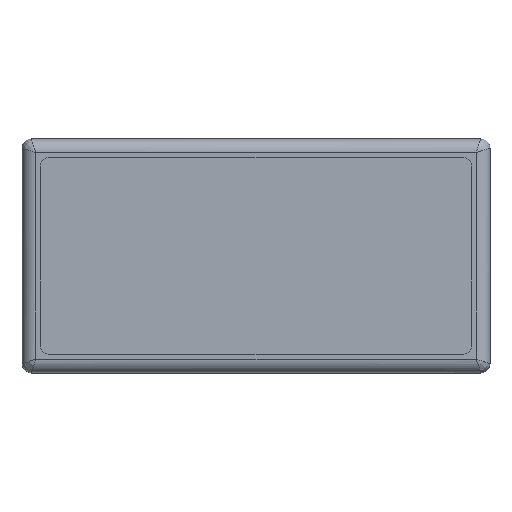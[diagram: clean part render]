
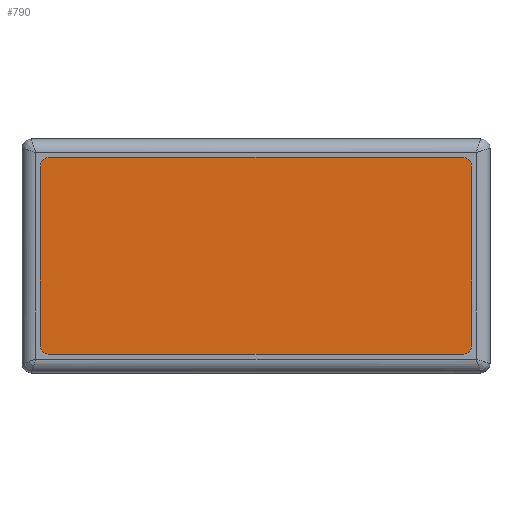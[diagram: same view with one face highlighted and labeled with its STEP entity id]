
A CAD part, top view. The second image highlights one B-rep face of the part: STEP entity #790.
In plain terms, the highlighted planar face has unit normal (0, 0, 1).
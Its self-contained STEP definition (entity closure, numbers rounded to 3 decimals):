
#524=CARTESIAN_POINT('',(-22.4,-10.7,10.7));
#525=VERTEX_POINT('',#524);
#526=CARTESIAN_POINT('',(-23.4,-9.7,10.7));
#527=VERTEX_POINT('',#526);
#528=CARTESIAN_POINT('',(-22.4,-9.7,10.7));
#529=DIRECTION('',(0.0,0.0,-1.));
#530=DIRECTION('',(-0.707,-0.707,0.0));
#531=AXIS2_PLACEMENT_3D('',#528,#529,#530);
#532=CIRCLE('',#531,1.);
#533=EDGE_CURVE('',#525,#527,#532,.T.);
#566=CARTESIAN_POINT('',(-23.4,9.7,10.7));
#567=VERTEX_POINT('',#566);
#568=CARTESIAN_POINT('',(-23.4,-9.7,10.7));
#569=DIRECTION('',(0.0,1.0,0.0));
#570=VECTOR('',#569,19.4);
#571=LINE('',#568,#570);
#572=EDGE_CURVE('',#527,#567,#571,.T.);
#597=CARTESIAN_POINT('',(-22.4,10.7,10.7));
#598=VERTEX_POINT('',#597);
#599=CARTESIAN_POINT('',(-22.4,9.7,10.7));
#600=DIRECTION('',(0.0,0.0,-1.));
#601=DIRECTION('',(-0.707,0.707,0.0));
#602=AXIS2_PLACEMENT_3D('',#599,#600,#601);
#603=CIRCLE('',#602,1.);
#604=EDGE_CURVE('',#567,#598,#603,.T.);
#630=CARTESIAN_POINT('',(22.4,10.7,10.7));
#631=VERTEX_POINT('',#630);
#632=CARTESIAN_POINT('',(-22.4,10.7,10.7));
#633=DIRECTION('',(1.0,0.0,0.0));
#634=VECTOR('',#633,44.8);
#635=LINE('',#632,#634);
#636=EDGE_CURVE('',#598,#631,#635,.T.);
#661=CARTESIAN_POINT('',(23.4,9.7,10.7));
#662=VERTEX_POINT('',#661);
#663=CARTESIAN_POINT('',(22.4,9.7,10.7));
#664=DIRECTION('',(0.0,0.0,-1.));
#665=DIRECTION('',(0.707,0.707,0.0));
#666=AXIS2_PLACEMENT_3D('',#663,#664,#665);
#667=CIRCLE('',#666,1.);
#668=EDGE_CURVE('',#631,#662,#667,.T.);
#694=CARTESIAN_POINT('',(23.4,-9.7,10.7));
#695=VERTEX_POINT('',#694);
#696=CARTESIAN_POINT('',(23.4,9.7,10.7));
#697=DIRECTION('',(0.0,-1.0,0.0));
#698=VECTOR('',#697,19.4);
#699=LINE('',#696,#698);
#700=EDGE_CURVE('',#662,#695,#699,.T.);
#725=CARTESIAN_POINT('',(22.4,-10.7,10.7));
#726=VERTEX_POINT('',#725);
#727=CARTESIAN_POINT('',(22.4,-9.7,10.7));
#728=DIRECTION('',(0.0,0.0,-1.));
#729=DIRECTION('',(0.707,-0.707,0.0));
#730=AXIS2_PLACEMENT_3D('',#727,#728,#729);
#731=CIRCLE('',#730,1.);
#732=EDGE_CURVE('',#695,#726,#731,.T.);
#758=CARTESIAN_POINT('',(22.4,-10.7,10.7));
#759=DIRECTION('',(-1.0,0.0,0.0));
#760=VECTOR('',#759,44.8);
#761=LINE('',#758,#760);
#762=EDGE_CURVE('',#726,#525,#761,.T.);
#775=CARTESIAN_POINT('',(0.,0.,10.7));
#776=DIRECTION('',(0.0,0.0,1.0));
#777=DIRECTION('',(1.0,0.0,0.0));
#778=AXIS2_PLACEMENT_3D('',#775,#776,#777);
#779=PLANE('',#778);
#780=ORIENTED_EDGE('',*,*,#533,.F.);
#781=ORIENTED_EDGE('',*,*,#762,.F.);
#782=ORIENTED_EDGE('',*,*,#732,.F.);
#783=ORIENTED_EDGE('',*,*,#700,.F.);
#784=ORIENTED_EDGE('',*,*,#668,.F.);
#785=ORIENTED_EDGE('',*,*,#636,.F.);
#786=ORIENTED_EDGE('',*,*,#604,.F.);
#787=ORIENTED_EDGE('',*,*,#572,.F.);
#788=EDGE_LOOP('',(#780,#781,#782,#783,#784,#785,#786,#787));
#789=FACE_OUTER_BOUND('',#788,.T.);
#790=ADVANCED_FACE('',(#789),#779,.T.);
